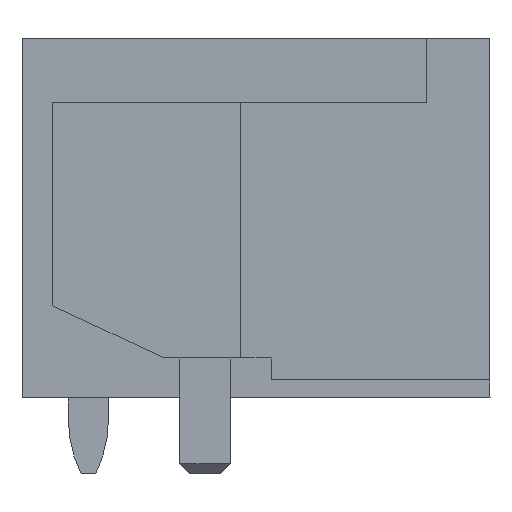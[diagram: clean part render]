
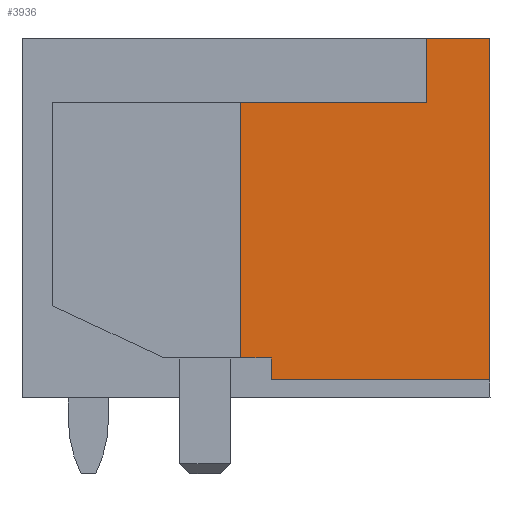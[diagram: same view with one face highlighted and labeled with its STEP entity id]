
A CAD part, left-side view. The second image highlights one B-rep face of the part: STEP entity #3936.
In plain terms, the highlighted planar face has unit normal (-1, 0, 0).
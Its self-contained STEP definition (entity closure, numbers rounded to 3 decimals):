
#3905=AXIS2_PLACEMENT_3D('Plane Axis2P3D',#3902,#3903,#3904) ;
#190=CARTESIAN_POINT('Vertex',(0.,0.,8.57)) ;
#193=CARTESIAN_POINT('Line Origine',(0.,0.,5.21)) ;
#197=CARTESIAN_POINT('Vertex',(0.,0.,1.85)) ;
#571=CARTESIAN_POINT('Vertex',(0.,1.25,8.57)) ;
#574=CARTESIAN_POINT('Line Origine',(0.,0.625,8.57)) ;
#3839=CARTESIAN_POINT('Vertex',(0.,4.3,1.85)) ;
#3842=CARTESIAN_POINT('Line Origine',(0.,4.3,2.065)) ;
#3846=CARTESIAN_POINT('Vertex',(0.,4.3,2.28)) ;
#3866=CARTESIAN_POINT('Line Origine',(0.,2.15,1.85)) ;
#3887=CARTESIAN_POINT('Vertex',(0.,1.25,7.3)) ;
#3890=CARTESIAN_POINT('Line Origine',(0.,1.25,7.935)) ;
#3902=CARTESIAN_POINT('Axis2P3D Location',(0.,0.,0.)) ;
#3907=CARTESIAN_POINT('Line Origine',(0.,4.6,2.28)) ;
#3911=CARTESIAN_POINT('Vertex',(0.,4.9,2.28)) ;
#3914=CARTESIAN_POINT('Line Origine',(0.,3.075,7.3)) ;
#3918=CARTESIAN_POINT('Vertex',(0.,4.9,7.3)) ;
#3921=CARTESIAN_POINT('Line Origine',(0.,4.9,4.79)) ;
#194=DIRECTION('Vector Direction',(0.,0.,-1.)) ;
#575=DIRECTION('Vector Direction',(0.,-1.,0.)) ;
#3843=DIRECTION('Vector Direction',(0.,0.,1.)) ;
#3867=DIRECTION('Vector Direction',(0.,1.,0.)) ;
#3891=DIRECTION('Vector Direction',(0.,0.,1.)) ;
#3903=DIRECTION('Axis2P3D Direction',(-1.,0.,0.)) ;
#3904=DIRECTION('Axis2P3D XDirection',(0.,-1.,0.)) ;
#3908=DIRECTION('Vector Direction',(0.,1.,0.)) ;
#3915=DIRECTION('Vector Direction',(0.,-1.,0.)) ;
#3922=DIRECTION('Vector Direction',(0.,0.,-1.)) ;
#195=VECTOR('Line Direction',#194,1.) ;
#576=VECTOR('Line Direction',#575,1.) ;
#3844=VECTOR('Line Direction',#3843,1.) ;
#3868=VECTOR('Line Direction',#3867,1.) ;
#3892=VECTOR('Line Direction',#3891,1.) ;
#3909=VECTOR('Line Direction',#3908,1.) ;
#3916=VECTOR('Line Direction',#3915,1.) ;
#3923=VECTOR('Line Direction',#3922,1.) ;
#3927=ORIENTED_EDGE('',*,*,#3913,.T.) ;
#3928=ORIENTED_EDGE('',*,*,#3848,.T.) ;
#3929=ORIENTED_EDGE('',*,*,#3870,.T.) ;
#3930=ORIENTED_EDGE('',*,*,#199,.T.) ;
#3931=ORIENTED_EDGE('',*,*,#578,.T.) ;
#3932=ORIENTED_EDGE('',*,*,#3894,.T.) ;
#3933=ORIENTED_EDGE('',*,*,#3920,.T.) ;
#3934=ORIENTED_EDGE('',*,*,#3925,.T.) ;
#3936=ADVANCED_FACE('HOUSING',(#3935),#3906,.T.) ;
#199=EDGE_CURVE('',#198,#191,#196,.F.) ;
#578=EDGE_CURVE('',#191,#572,#577,.F.) ;
#3848=EDGE_CURVE('',#3847,#3840,#3845,.F.) ;
#3870=EDGE_CURVE('',#3840,#198,#3869,.F.) ;
#3894=EDGE_CURVE('',#572,#3888,#3893,.F.) ;
#3913=EDGE_CURVE('',#3912,#3847,#3910,.F.) ;
#3920=EDGE_CURVE('',#3888,#3919,#3917,.F.) ;
#3925=EDGE_CURVE('',#3919,#3912,#3924,.T.) ;
#3926=EDGE_LOOP('',(#3927,#3928,#3929,#3930,#3931,#3932,#3933,#3934)) ;
#3935=FACE_OUTER_BOUND('',#3926,.T.) ;
#196=LINE('Line',#193,#195) ;
#577=LINE('Line',#574,#576) ;
#3845=LINE('Line',#3842,#3844) ;
#3869=LINE('Line',#3866,#3868) ;
#3893=LINE('Line',#3890,#3892) ;
#3910=LINE('Line',#3907,#3909) ;
#3917=LINE('Line',#3914,#3916) ;
#3924=LINE('Line',#3921,#3923) ;
#3906=PLANE('',#3905) ;
#191=VERTEX_POINT('',#190) ;
#198=VERTEX_POINT('',#197) ;
#572=VERTEX_POINT('',#571) ;
#3840=VERTEX_POINT('',#3839) ;
#3847=VERTEX_POINT('',#3846) ;
#3888=VERTEX_POINT('',#3887) ;
#3912=VERTEX_POINT('',#3911) ;
#3919=VERTEX_POINT('',#3918) ;
